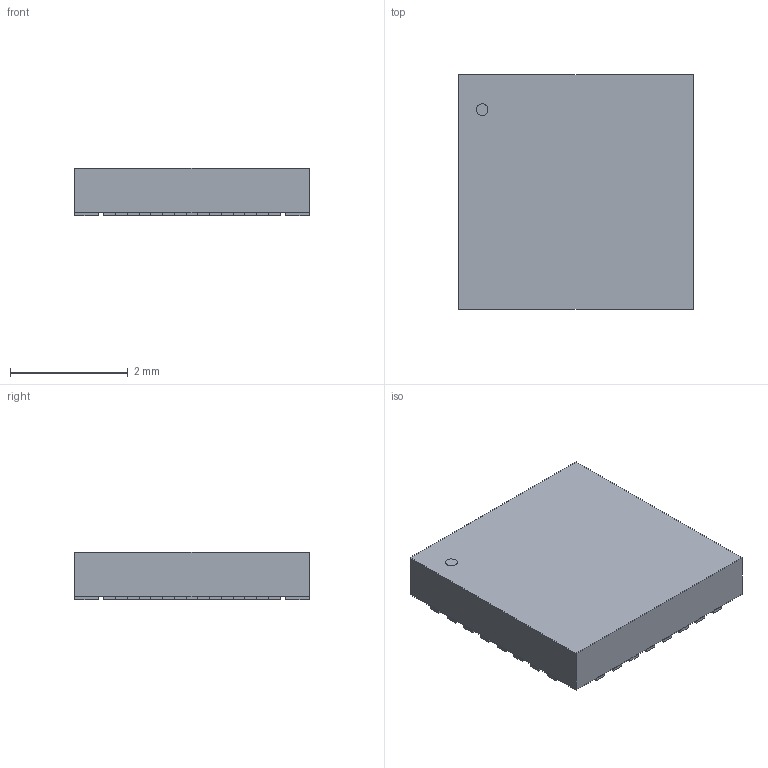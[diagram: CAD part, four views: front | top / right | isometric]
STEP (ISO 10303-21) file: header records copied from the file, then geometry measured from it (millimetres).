
FILE_DESCRIPTION(('STEP AP214'),'1');
FILE_NAME('QFN32_4X4X0P75_CIR','2023-08-04T02:30:53',(''),(''),'','','');
FILE_SCHEMA(('AUTOMOTIVE_DESIGN'));
Length unit declared in the file: millimetre
Products named in the file (1): product
Bounding box: 3.99 x 3.99 x 0.81 mm (x, y, z)
Volume: 12.6 mm3; surface area: 66.9 mm2
Topology: 35 solids, 35 shells, 207 faces, 411 edges, 274 vertices
Faces by surface type: plane 206, cylinder 1
Full cylindrical faces by diameter (mm): 0.199 x1
Entity records: 5125 total; most frequent: DIRECTION 830, ORIENTED_EDGE 820, CARTESIAN_POINT 485, EDGE_CURVE 410, LINE 408, VECTOR 408, VERTEX_POINT 274, AXIS2_PLACEMENT_3D 211
